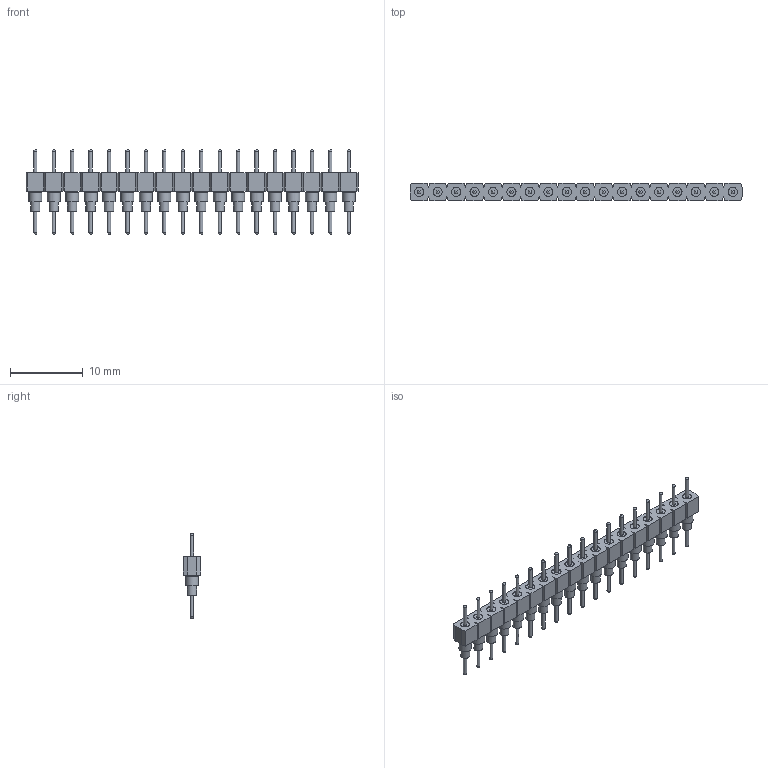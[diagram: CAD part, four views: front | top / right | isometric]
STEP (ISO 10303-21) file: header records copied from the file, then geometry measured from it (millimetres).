
FILE_DESCRIPTION(('FreeCAD Model'),'2;1');
FILE_NAME('Open CASCADE Shape Model','2025-01-12T11:54:47',(''),(''), 'Open CASCADE STEP processor 7.8','FreeCAD','Unknown');
FILE_SCHEMA(('AUTOMOTIVE_DESIGN { 1 0 10303 214 1 1 1 1 }'));
Length unit declared in the file: millimetre
Products named in the file (19): BBS-118-G-A_pins017; BBS-118-G-A_socket; BBS-118-G-A_pins; BBS-118-G-A_pins001; BBS-118-G-A_pins002; BBS-118-G-A_pins003; BBS-118-G-A_pins004; BBS-118-G-A_pins005; BBS-118-G-A_pins006; BBS-118-G-A_pins007; BBS-118-G-A_pins008; BBS-118-G-A_pins009; BBS-118-G-A_pins010; BBS-118-G-A_pins011; BBS-118-G-A_pins012; BBS-118-G-A_pins013; BBS-118-G-A_pins014; BBS-118-G-A_pins015; BBS-118-G-A_pins016
Bounding box: 45.72 x 2.44 x 11.68 mm (x, y, z)
Volume: 381.6 mm3; surface area: 1343 mm2
Topology: 19 solids, 19 shells, 328 faces, 780 edges, 526 vertices
Faces by surface type: plane 184, cylinder 108, sphere 36
Full cylindrical faces by diameter (mm): 0.457 x36, 1.27 x54, 1.778 x18
Entity records: 9796 total; most frequent: CARTESIAN_POINT 1887, DIRECTION 1528, ORIENTED_EDGE 1488, EDGE_CURVE 744, AXIS2_PLACEMENT_3D 599, VERTEX_POINT 526, FACE_BOUND 436, EDGE_LOOP 436
